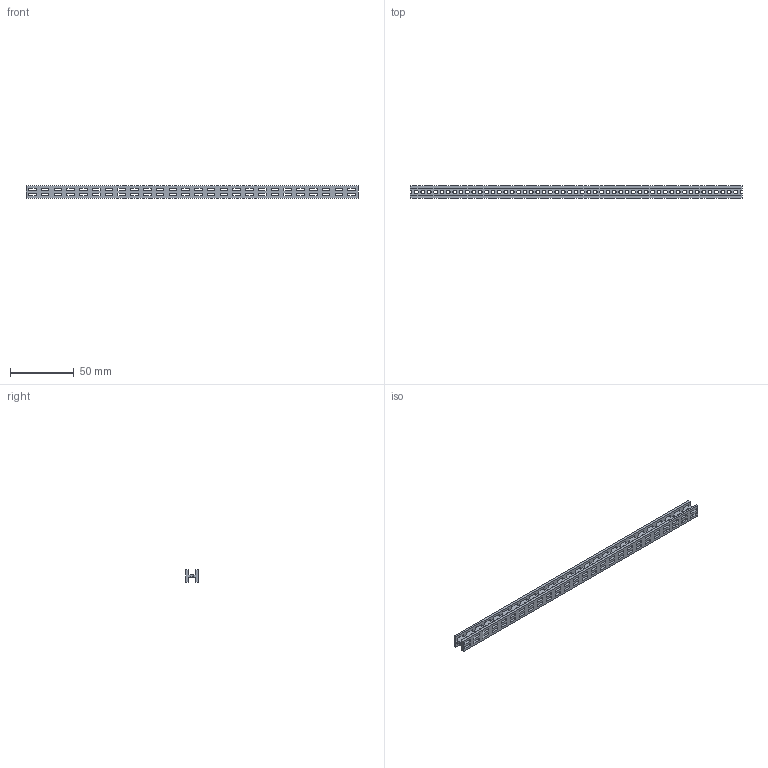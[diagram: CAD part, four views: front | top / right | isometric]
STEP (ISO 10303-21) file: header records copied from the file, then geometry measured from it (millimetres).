
FILE_DESCRIPTION (( 'STEP AP203' ), '1' );
FILE_NAME ('Beam 260.STEP', '2017-02-03T08:53:26', ( '' ), ( '' ), 'SwSTEP 2.0', 'SolidWorks 2015', '' );
FILE_SCHEMA (( 'CONFIG_CONTROL_DESIGN' ));
Length unit declared in the file: millimetre
Products named in the file (1): Beam 260
Bounding box: 260 x 10 x 10 mm (x, y, z)
Volume: 10288.9 mm3; surface area: 15729 mm2
Topology: 1 solids, 1 shells, 433 faces, 1605 edges, 1070 vertices
Faces by surface type: plane 328, cylinder 105
Entity records: 17546 total; most frequent: ORIENTED_EDGE 3210, CARTESIAN_POINT 3109, DIRECTION 2683, EDGE_CURVE 1605, LINE 1395, VECTOR 1395, VERTEX_POINT 1070, AXIS2_PLACEMENT_3D 644
